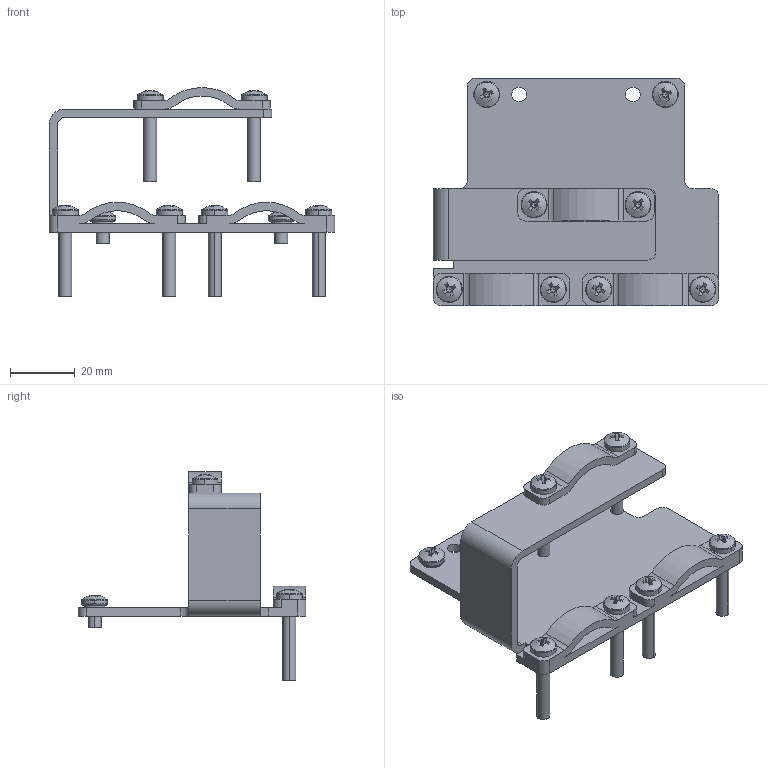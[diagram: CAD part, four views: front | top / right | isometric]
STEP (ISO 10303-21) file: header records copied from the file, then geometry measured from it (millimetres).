
FILE_DESCRIPTION (( 'STEP AP214' ), '1' );
FILE_NAME ('ZBC_10006124392 nc cmb1.STEP', '2021-01-13T23:29:38', ( '' ), ( '' ), 'SwSTEP 2.0', 'SolidWorks 2017', '' );
FILE_SCHEMA (( 'AUTOMOTIVE_DESIGN' ));
Length unit declared in the file: inch
Products named in the file (1): ZBC_10006124392 nc cmb1
Bounding box: 88 x 70 x 64.3 mm (x, y, z)
Volume: 25476 mm3; surface area: 21641.7 mm2
Topology: 1 solids, 9 shells, 422 faces, 1093 edges, 696 vertices
Faces by surface type: plane 191, cylinder 121, bspline 56, cone 54
Entity records: 14939 total; most frequent: CARTESIAN_POINT 4390, ORIENTED_EDGE 2154, DIRECTION 2133, EDGE_CURVE 1077, AXIS2_PLACEMENT_3D 861, VERTEX_POINT 696, CIRCLE 494, EDGE_LOOP 471
